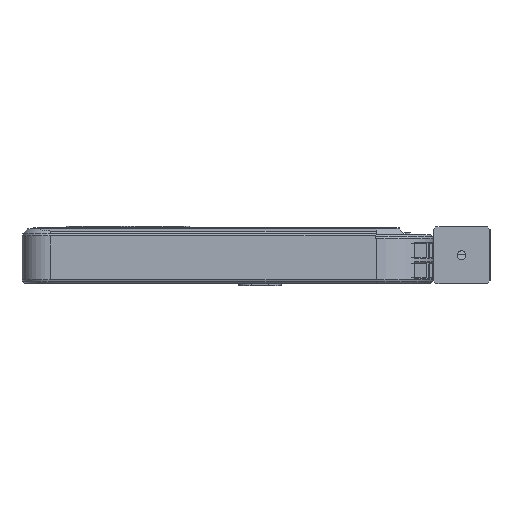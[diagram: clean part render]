
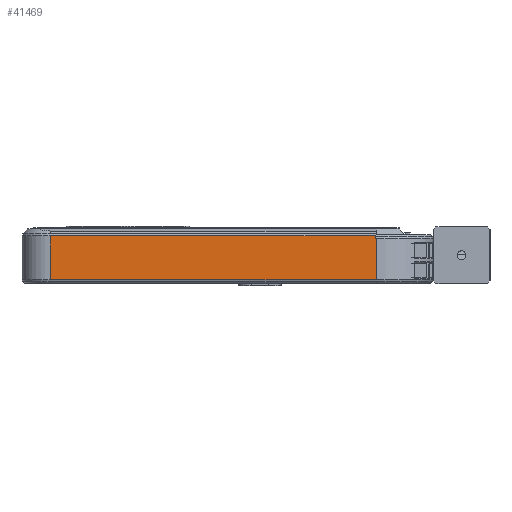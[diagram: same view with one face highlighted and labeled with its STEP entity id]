
A CAD part, left-side view. The second image highlights one B-rep face of the part: STEP entity #41469.
In plain terms, the highlighted planar face has unit normal (-1, 0, 0).
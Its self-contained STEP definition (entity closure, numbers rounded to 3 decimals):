
#52=(
BOUNDED_CURVE()
B_SPLINE_CURVE(2,(#68457,#68458,#68459),.UNSPECIFIED.,.F.,.F.)
B_SPLINE_CURVE_WITH_KNOTS((3,3),(2.394,2.458),
 .UNSPECIFIED.)
CURVE()
GEOMETRIC_REPRESENTATION_ITEM()
RATIONAL_B_SPLINE_CURVE((1.173,1.173,1.173))
REPRESENTATION_ITEM('')
);
#1175=PLANE('',#45294);
#3657=FACE_OUTER_BOUND('',#6066,.T.);
#6066=EDGE_LOOP('',(#34899,#34900,#34901,#34902,#34903,#34904));
#9482=LINE('',#68362,#13565);
#9499=LINE('',#68419,#13582);
#9501=LINE('',#68425,#13584);
#9515=LINE('',#68468,#13598);
#9542=LINE('',#68576,#13625);
#13565=VECTOR('',#54528,10.);
#13582=VECTOR('',#54565,10.);
#13584=VECTOR('',#54571,10.);
#13598=VECTOR('',#54609,10.);
#13625=VECTOR('',#54692,10.);
#19713=VERTEX_POINT('',#68360);
#19714=VERTEX_POINT('',#68361);
#19731=VERTEX_POINT('',#68412);
#19734=VERTEX_POINT('',#68423);
#19742=VERTEX_POINT('',#68452);
#19745=VERTEX_POINT('',#68467);
#25037=EDGE_CURVE('',#19713,#19714,#9482,.T.);
#25062=EDGE_CURVE('',#19731,#19713,#9499,.T.);
#25065=EDGE_CURVE('',#19731,#19734,#9501,.T.);
#25081=EDGE_CURVE('',#19714,#19742,#52,.T.);
#25085=EDGE_CURVE('',#19742,#19745,#9515,.T.);
#25132=EDGE_CURVE('',#19745,#19734,#9542,.T.);
#34899=ORIENTED_EDGE('',*,*,#25062,.F.);
#34900=ORIENTED_EDGE('',*,*,#25065,.T.);
#34901=ORIENTED_EDGE('',*,*,#25132,.F.);
#34902=ORIENTED_EDGE('',*,*,#25085,.F.);
#34903=ORIENTED_EDGE('',*,*,#25081,.F.);
#34904=ORIENTED_EDGE('',*,*,#25037,.F.);
#41469=ADVANCED_FACE('',(#3657),#1175,.T.);
#45294=AXIS2_PLACEMENT_3D('',#68599,#54719,#54720);
#54528=DIRECTION('',(0.,0.,-1.));
#54565=DIRECTION('',(0.,-1.,0.));
#54571=DIRECTION('',(0.,0.,-1.));
#54609=DIRECTION('',(0.,0.,-1.));
#54692=DIRECTION('',(0.,1.,0.));
#54719=DIRECTION('center_axis',(-1.,0.,0.));
#54720=DIRECTION('ref_axis',(0.,-1.,0.));
#68360=CARTESIAN_POINT('',(-90.,-86.92,17.6));
#68361=CARTESIAN_POINT('',(-90.,-86.92,16.59));
#68362=CARTESIAN_POINT('',(-90.,-86.92,9.));
#68412=CARTESIAN_POINT('',(-90.,27.32,17.6));
#68419=CARTESIAN_POINT('',(-90.,19.24,17.6));
#68423=CARTESIAN_POINT('',(-90.,27.32,2.15));
#68425=CARTESIAN_POINT('',(-90.,27.32,0.));
#68452=CARTESIAN_POINT('',(-90.,-87.32,16.6));
#68457=CARTESIAN_POINT('Ctrl Pts',(-90.,-86.92,16.59));
#68458=CARTESIAN_POINT('Ctrl Pts',(-90.,-87.12,16.6));
#68459=CARTESIAN_POINT('Ctrl Pts',(-90.,-87.32,16.6));
#68467=CARTESIAN_POINT('',(-90.,-87.32,2.15));
#68468=CARTESIAN_POINT('',(-90.,-87.32,4.5));
#68576=CARTESIAN_POINT('',(-90.,27.99,2.15));
#68599=CARTESIAN_POINT('Origin',(-90.,37.32,0.));
